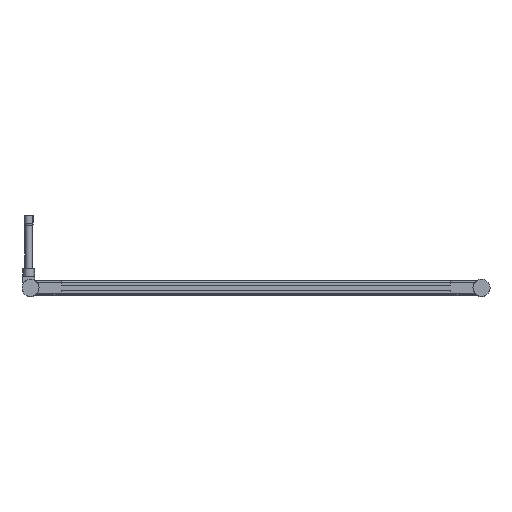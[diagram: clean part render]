
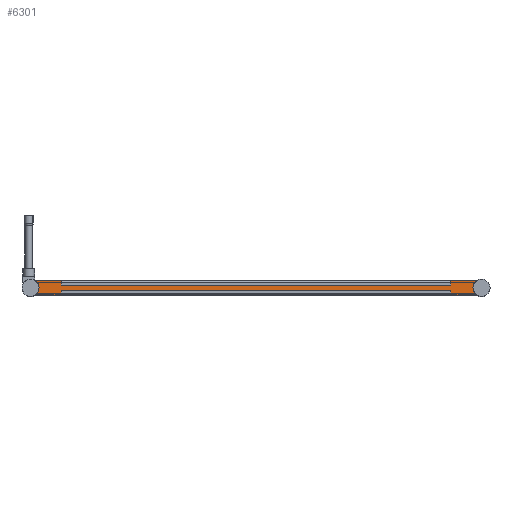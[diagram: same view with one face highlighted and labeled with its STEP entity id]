
A CAD part, top view. The second image highlights one B-rep face of the part: STEP entity #6301.
In plain terms, the highlighted planar face has unit normal (0, 0, 1).
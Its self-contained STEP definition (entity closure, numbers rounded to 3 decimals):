
#3032=CARTESIAN_POINT('',(-177.271,1.593,358.05));
#3033=VERTEX_POINT('',#3032);
#3059=CARTESIAN_POINT('',(-173.271,9.593,358.05));
#3060=VERTEX_POINT('',#3059);
#3061=CARTESIAN_POINT('',(-183.271,9.593,358.05));
#3062=DIRECTION('',(0.,0.,-1.));
#3063=DIRECTION('',(-1.,0.,0.));
#3064=AXIS2_PLACEMENT_3D('',#3061,#3062,#3063);
#3065=CIRCLE('',#3064,10.);
#3066=EDGE_CURVE('NONE',#3060,#3033,#3065,.T.);
#3186=CARTESIAN_POINT('',(-177.271,17.593,358.05));
#3187=VERTEX_POINT('',#3186);
#3188=CARTESIAN_POINT('',(-183.271,9.593,358.05));
#3189=DIRECTION('',(0.,0.,-1.));
#3190=DIRECTION('',(-1.,0.,0.));
#3191=AXIS2_PLACEMENT_3D('',#3188,#3189,#3190);
#3192=CIRCLE('',#3191,10.);
#3193=EDGE_CURVE('NONE',#3187,#3060,#3192,.T.);
#6180=CARTESIAN_POINT('',(-147.271,16.093,358.05));
#6181=VERTEX_POINT('',#6180);
#6188=CARTESIAN_POINT('',(310.729,16.093,358.05));
#6189=VERTEX_POINT('',#6188);
#6190=CARTESIAN_POINT('',(310.729,16.093,358.05));
#6191=DIRECTION('',(-1.,0.,-0.));
#6192=VECTOR('',#6191,458.);
#6193=LINE('',#6190,#6192);
#6194=EDGE_CURVE('NONE',#6189,#6181,#6193,.T.);
#6205=CARTESIAN_POINT('',(346.729,3.093,358.05));
#6206=DIRECTION('',(0.,-0.,-1.));
#6207=DIRECTION('',(-1.,0.,-0.));
#6208=AXIS2_PLACEMENT_3D('',#6205,#6206,#6207);
#6209=PLANE('',#6208);
#6210=ORIENTED_EDGE('',*,*,#6194,.T.);
#6211=CARTESIAN_POINT('',(-147.271,17.593,358.05));
#6212=VERTEX_POINT('',#6211);
#6213=CARTESIAN_POINT('',(-147.271,17.593,358.05));
#6214=DIRECTION('',(-0.,-1.,0.));
#6215=VECTOR('',#6214,1.5);
#6216=LINE('',#6213,#6215);
#6217=EDGE_CURVE('NONE',#6212,#6181,#6216,.T.);
#6218=ORIENTED_EDGE('',*,*,#6217,.F.);
#6219=CARTESIAN_POINT('',(-177.271,17.593,358.05));
#6220=DIRECTION('',(1.,-0.,0.));
#6221=VECTOR('',#6220,30.);
#6222=LINE('',#6219,#6221);
#6223=EDGE_CURVE('NONE',#3187,#6212,#6222,.T.);
#6224=ORIENTED_EDGE('',*,*,#6223,.F.);
#6225=ORIENTED_EDGE('',*,*,#3193,.T.);
#6226=ORIENTED_EDGE('',*,*,#3066,.T.);
#6227=CARTESIAN_POINT('',(-147.271,1.593,358.05));
#6228=VERTEX_POINT('',#6227);
#6229=CARTESIAN_POINT('',(-177.271,1.593,358.05));
#6230=DIRECTION('',(1.,-0.,0.));
#6231=VECTOR('',#6230,30.);
#6232=LINE('',#6229,#6231);
#6233=EDGE_CURVE('NONE',#3033,#6228,#6232,.T.);
#6234=ORIENTED_EDGE('',*,*,#6233,.T.);
#6235=CARTESIAN_POINT('',(-147.271,3.093,358.05));
#6236=VERTEX_POINT('',#6235);
#6237=CARTESIAN_POINT('',(-147.271,3.093,358.05));
#6238=DIRECTION('',(-0.,-1.,0.));
#6239=VECTOR('',#6238,1.5);
#6240=LINE('',#6237,#6239);
#6241=EDGE_CURVE('NONE',#6236,#6228,#6240,.T.);
#6242=ORIENTED_EDGE('',*,*,#6241,.F.);
#6243=CARTESIAN_POINT('',(310.729,3.093,358.05));
#6244=VERTEX_POINT('',#6243);
#6245=CARTESIAN_POINT('',(310.729,3.093,358.05));
#6246=DIRECTION('',(-1.,0.,-0.));
#6247=VECTOR('',#6246,458.);
#6248=LINE('',#6245,#6247);
#6249=EDGE_CURVE('NONE',#6244,#6236,#6248,.T.);
#6250=ORIENTED_EDGE('',*,*,#6249,.F.);
#6251=CARTESIAN_POINT('',(310.729,1.593,358.05));
#6252=VERTEX_POINT('',#6251);
#6253=CARTESIAN_POINT('',(310.729,3.093,358.05));
#6254=DIRECTION('',(-0.,-1.,0.));
#6255=VECTOR('',#6254,1.5);
#6256=LINE('',#6253,#6255);
#6257=EDGE_CURVE('NONE',#6244,#6252,#6256,.T.);
#6258=ORIENTED_EDGE('',*,*,#6257,.T.);
#6259=CARTESIAN_POINT('',(340.729,1.593,358.05));
#6260=VERTEX_POINT('',#6259);
#6261=CARTESIAN_POINT('',(340.729,1.593,358.05));
#6262=DIRECTION('',(-1.,0.,-0.));
#6263=VECTOR('',#6262,30.);
#6264=LINE('',#6261,#6263);
#6265=EDGE_CURVE('NONE',#6260,#6252,#6264,.T.);
#6266=ORIENTED_EDGE('',*,*,#6265,.F.);
#6267=CARTESIAN_POINT('',(336.729,9.593,358.05));
#6268=VERTEX_POINT('',#6267);
#6269=CARTESIAN_POINT('',(346.729,9.593,358.05));
#6270=DIRECTION('',(0.,0.,-1.));
#6271=DIRECTION('',(-1.,0.,0.));
#6272=AXIS2_PLACEMENT_3D('',#6269,#6270,#6271);
#6273=CIRCLE('',#6272,10.);
#6274=EDGE_CURVE('NONE',#6260,#6268,#6273,.T.);
#6275=ORIENTED_EDGE('',*,*,#6274,.T.);
#6276=CARTESIAN_POINT('',(340.729,17.593,358.05));
#6277=VERTEX_POINT('',#6276);
#6278=CARTESIAN_POINT('',(346.729,9.593,358.05));
#6279=DIRECTION('',(0.,0.,-1.));
#6280=DIRECTION('',(-1.,0.,0.));
#6281=AXIS2_PLACEMENT_3D('',#6278,#6279,#6280);
#6282=CIRCLE('',#6281,10.);
#6283=EDGE_CURVE('NONE',#6268,#6277,#6282,.T.);
#6284=ORIENTED_EDGE('',*,*,#6283,.T.);
#6285=CARTESIAN_POINT('',(310.729,17.593,358.05));
#6286=VERTEX_POINT('',#6285);
#6287=CARTESIAN_POINT('',(340.729,17.593,358.05));
#6288=DIRECTION('',(-1.,0.,-0.));
#6289=VECTOR('',#6288,30.);
#6290=LINE('',#6287,#6289);
#6291=EDGE_CURVE('NONE',#6277,#6286,#6290,.T.);
#6292=ORIENTED_EDGE('',*,*,#6291,.T.);
#6293=CARTESIAN_POINT('',(310.729,17.593,358.05));
#6294=DIRECTION('',(-0.,-1.,0.));
#6295=VECTOR('',#6294,1.5);
#6296=LINE('',#6293,#6295);
#6297=EDGE_CURVE('NONE',#6286,#6189,#6296,.T.);
#6298=ORIENTED_EDGE('',*,*,#6297,.T.);
#6299=EDGE_LOOP('',(#6210,#6218,#6224,#6225,#6226,#6234,#6242,#6250,#6258,#6266,#6275,#6284,#6292,#6298));
#6300=FACE_BOUND('',#6299,.T.);
#6301=ADVANCED_FACE('NONE',(#6300),#6209,.F.);
